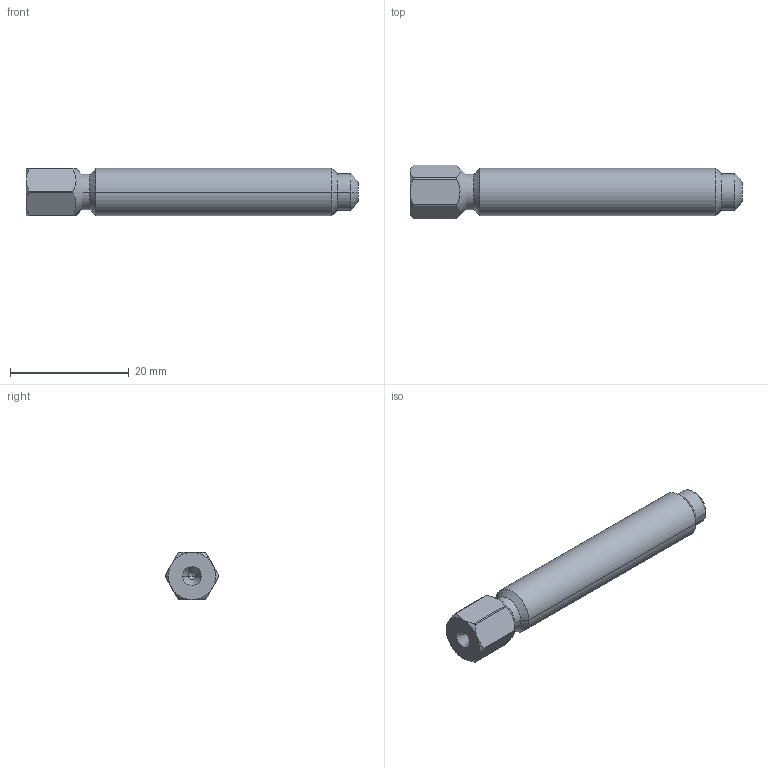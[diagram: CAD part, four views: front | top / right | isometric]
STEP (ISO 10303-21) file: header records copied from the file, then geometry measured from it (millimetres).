
FILE_DESCRIPTION (( 'STEP AP214' ), '1' );
FILE_NAME ('D1201408-v3.STEP', '2012-12-12T18:16:53', ( 'ligo' ), ( '' ), 'SwSTEP 2.0', 'SolidWorks 2012', '' );
FILE_SCHEMA (( 'AUTOMOTIVE_DESIGN' ));
Length unit declared in the file: inch
Products named in the file (1): D1201408-v3
Bounding box: 55.82 x 9.04 x 7.94 mm (x, y, z)
Volume: 2643.5 mm3; surface area: 1489.8 mm2
Topology: 1 solids, 1 shells, 47 faces, 109 edges, 61 vertices
Faces by surface type: cone 21, cylinder 17, plane 7, sphere 2
Entity records: 1438 total; most frequent: CARTESIAN_POINT 356, DIRECTION 232, ORIENTED_EDGE 210, EDGE_CURVE 105, AXIS2_PLACEMENT_3D 97, VERTEX_POINT 61, CIRCLE 49, EDGE_LOOP 48
